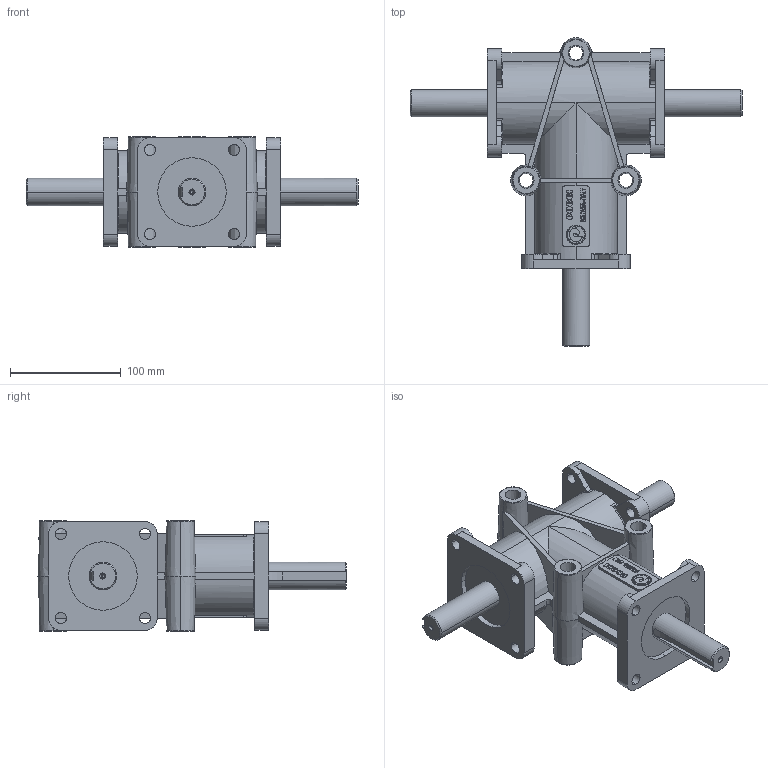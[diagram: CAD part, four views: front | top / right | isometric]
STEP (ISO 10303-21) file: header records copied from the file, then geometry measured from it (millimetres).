
FILE_DESCRIPTION(('STEP AP214'),'1');
FILE_NAME('184033121.stp','2017-01-12T13:03:36',('TraceParts'),('TraceParts S.A.'),'Spatial InterOp 3D',' ',' ');
FILE_SCHEMA(('automotive_design'));
Length unit declared in the file: millimetre
Products named in the file (1): 1
Bounding box: 300 x 279 x 100 mm (x, y, z)
Volume: 1609625.8 mm3; surface area: 185048.2 mm2
Topology: 1 solids, 1 shells, 991 faces, 2768 edges, 1842 vertices
Faces by surface type: plane 428, extrusion 342, cylinder 147, cone 46, torus 24, bspline 4
Entity records: 58101 total; most frequent: CARTESIAN_POINT 26344, ORIENTED_EDGE 5524, DIRECTION 3757, EDGE_CURVE 2762, VERTEX_POINT 1842, VECTOR 1567, B_SPLINE_CURVE_WITH_KNOTS 1430, LINE 1225
